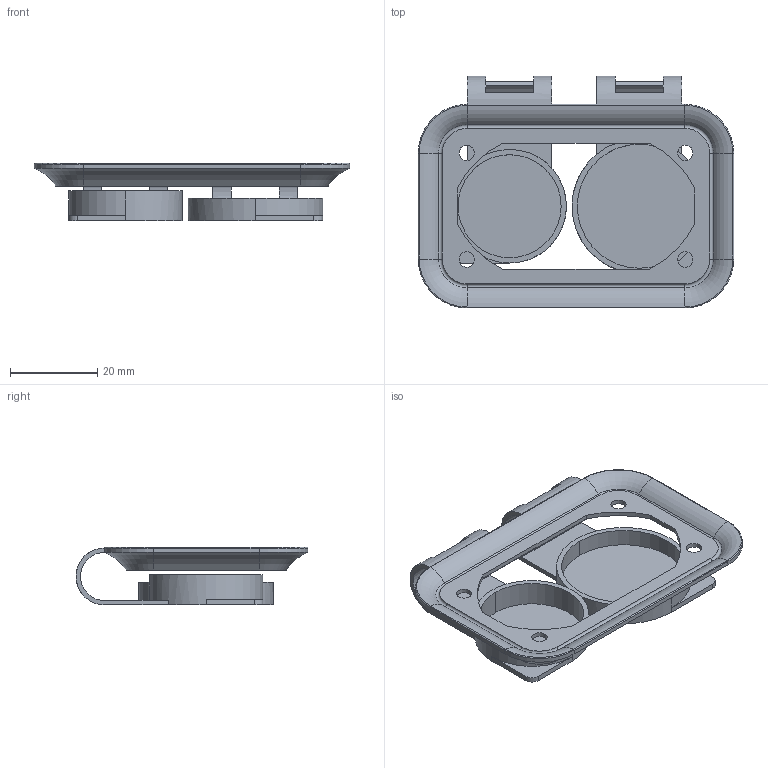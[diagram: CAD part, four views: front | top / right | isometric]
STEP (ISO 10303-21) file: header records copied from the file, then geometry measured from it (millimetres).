
FILE_DESCRIPTION((''),'2;1');
FILE_NAME('30008965','2021-07-01T11:26:47',('SYSTEM'),(''),'CREO PARAMETRIC BY PTC INC, 2019352','CREO PARAMETRIC BY PTC INC, 2019352','');
FILE_SCHEMA(('CONFIG_CONTROL_DESIGN'));
Length unit declared in the file: millimetre
Products named in the file (1): 30008965
Bounding box: 72.2 x 53.1 x 13.2 mm (x, y, z)
Volume: 6710.1 mm3; surface area: 11816.6 mm2
Topology: 1 solids, 1 shells, 140 faces, 331 edges, 196 vertices
Faces by surface type: cylinder 66, plane 50, torus 24
Entity records: 4071 total; most frequent: DIRECTION 773, CARTESIAN_POINT 667, ORIENTED_EDGE 662, EDGE_CURVE 331, AXIS2_PLACEMENT_3D 302, VERTEX_POINT 196, VECTOR 169, LINE 169
